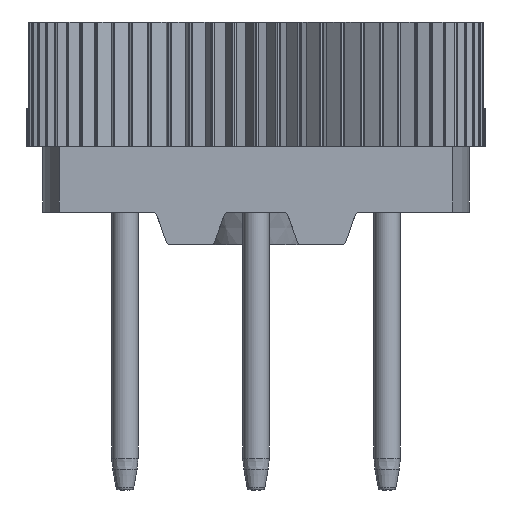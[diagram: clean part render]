
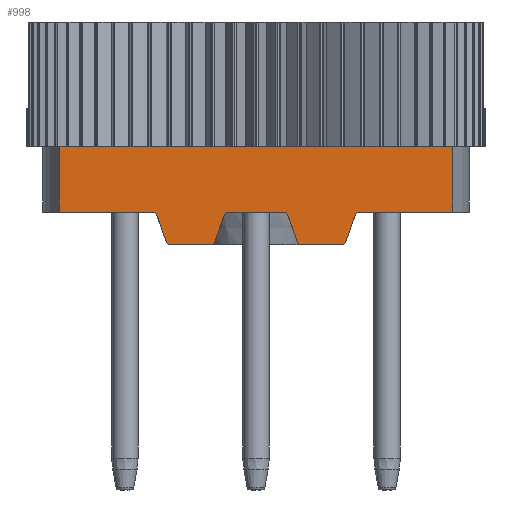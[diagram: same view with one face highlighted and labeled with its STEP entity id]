
A CAD part, front view. The second image highlights one B-rep face of the part: STEP entity #998.
In plain terms, the highlighted planar face has unit normal (0, -1, 0).
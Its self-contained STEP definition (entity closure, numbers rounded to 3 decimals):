
#630 = VERTEX_POINT('',#631);
#631 = CARTESIAN_POINT('',(-3.81,-5.076,1.941));
#637 = EDGE_CURVE('',#630,#638,#640,.T.);
#638 = VERTEX_POINT('',#639);
#639 = CARTESIAN_POINT('',(3.81,-5.076,1.941));
#640 = LINE('',#641,#642);
#641 = CARTESIAN_POINT('',(0.,-5.076,
    1.941));
#642 = VECTOR('',#643,1.);
#643 = DIRECTION('',(1.,0.,0.));
#980 = EDGE_CURVE('',#981,#638,#983,.T.);
#981 = VERTEX_POINT('',#982);
#982 = CARTESIAN_POINT('',(3.81,-5.076,0.671));
#983 = LINE('',#984,#985);
#984 = CARTESIAN_POINT('',(3.81,-5.076,14.307));
#985 = VECTOR('',#986,1.);
#986 = DIRECTION('',(0.,0.,1.));
#998 = ADVANCED_FACE('',(#999),#1153,.F.);
#999 = FACE_BOUND('',#1000,.T.);
#1000 = EDGE_LOOP('',(#1001,#1012,#1020,#1029,#1035,#1036,#1037,#1045,
    #1053,#1062,#1070,#1079,#1087,#1096,#1104,#1113,#1121,#1130,#1138,
    #1147));
#1001 = ORIENTED_EDGE('',*,*,#1002,.F.);
#1002 = EDGE_CURVE('',#1003,#1005,#1007,.T.);
#1003 = VERTEX_POINT('',#1004);
#1004 = CARTESIAN_POINT('',(1.733,-5.076,
    0.086));
#1005 = VERTEX_POINT('',#1006);
#1006 = CARTESIAN_POINT('',(1.661,-5.076,
    0.036));
#1007 = CIRCLE('',#1008,0.076);
#1008 = AXIS2_PLACEMENT_3D('',#1009,#1010,#1011);
#1009 = CARTESIAN_POINT('',(1.661,-5.076,
    0.112));
#1010 = DIRECTION('',(0.,1.,0.));
#1011 = DIRECTION('',(1.,0.,0.));
#1012 = ORIENTED_EDGE('',*,*,#1013,.F.);
#1013 = EDGE_CURVE('',#1014,#1003,#1016,.T.);
#1014 = VERTEX_POINT('',#1015);
#1015 = CARTESIAN_POINT('',(1.927,-5.076,
    0.62));
#1016 = LINE('',#1017,#1018);
#1017 = CARTESIAN_POINT('',(1.927,-5.076,
    0.62));
#1018 = VECTOR('',#1019,1.);
#1019 = DIRECTION('',(-0.342,0.,
    -0.94));
#1020 = ORIENTED_EDGE('',*,*,#1021,.F.);
#1021 = EDGE_CURVE('',#1022,#1014,#1024,.T.);
#1022 = VERTEX_POINT('',#1023);
#1023 = CARTESIAN_POINT('',(1.999,-5.076,
    0.671));
#1024 = CIRCLE('',#1025,0.076);
#1025 = AXIS2_PLACEMENT_3D('',#1026,#1027,#1028);
#1026 = CARTESIAN_POINT('',(1.999,-5.076,
    0.594));
#1027 = DIRECTION('',(0.,-1.,0.));
#1028 = DIRECTION('',(1.,0.,0.));
#1029 = ORIENTED_EDGE('',*,*,#1030,.F.);
#1030 = EDGE_CURVE('',#981,#1022,#1031,.T.);
#1031 = LINE('',#1032,#1033);
#1032 = CARTESIAN_POINT('',(3.81,-5.076,0.671));
#1033 = VECTOR('',#1034,1.);
#1034 = DIRECTION('',(-1.,0.,0.));
#1035 = ORIENTED_EDGE('',*,*,#980,.T.);
#1036 = ORIENTED_EDGE('',*,*,#637,.F.);
#1037 = ORIENTED_EDGE('',*,*,#1038,.F.);
#1038 = EDGE_CURVE('',#1039,#630,#1041,.T.);
#1039 = VERTEX_POINT('',#1040);
#1040 = CARTESIAN_POINT('',(-3.81,-5.076,0.671));
#1041 = LINE('',#1042,#1043);
#1042 = CARTESIAN_POINT('',(-3.81,-5.076,14.307));
#1043 = VECTOR('',#1044,1.);
#1044 = DIRECTION('',(0.,0.,1.));
#1045 = ORIENTED_EDGE('',*,*,#1046,.F.);
#1046 = EDGE_CURVE('',#1047,#1039,#1049,.T.);
#1047 = VERTEX_POINT('',#1048);
#1048 = CARTESIAN_POINT('',(-1.999,-5.076,
    0.671));
#1049 = LINE('',#1050,#1051);
#1050 = CARTESIAN_POINT('',(3.81,-5.076,0.671));
#1051 = VECTOR('',#1052,1.);
#1052 = DIRECTION('',(-1.,0.,0.));
#1053 = ORIENTED_EDGE('',*,*,#1054,.F.);
#1054 = EDGE_CURVE('',#1055,#1047,#1057,.T.);
#1055 = VERTEX_POINT('',#1056);
#1056 = CARTESIAN_POINT('',(-1.927,-5.076,
    0.62));
#1057 = CIRCLE('',#1058,0.076);
#1058 = AXIS2_PLACEMENT_3D('',#1059,#1060,#1061);
#1059 = CARTESIAN_POINT('',(-1.999,-5.076,
    0.594));
#1060 = DIRECTION('',(0.,-1.,0.));
#1061 = DIRECTION('',(1.,0.,0.));
#1062 = ORIENTED_EDGE('',*,*,#1063,.F.);
#1063 = EDGE_CURVE('',#1064,#1055,#1066,.T.);
#1064 = VERTEX_POINT('',#1065);
#1065 = CARTESIAN_POINT('',(-1.733,-5.076,
    0.086));
#1066 = LINE('',#1067,#1068);
#1067 = CARTESIAN_POINT('',(-1.733,-5.076,
    0.086));
#1068 = VECTOR('',#1069,1.);
#1069 = DIRECTION('',(-0.342,0.,0.94)
  );
#1070 = ORIENTED_EDGE('',*,*,#1071,.F.);
#1071 = EDGE_CURVE('',#1072,#1064,#1074,.T.);
#1072 = VERTEX_POINT('',#1073);
#1073 = CARTESIAN_POINT('',(-1.661,-5.076,
    0.036));
#1074 = CIRCLE('',#1075,0.076);
#1075 = AXIS2_PLACEMENT_3D('',#1076,#1077,#1078);
#1076 = CARTESIAN_POINT('',(-1.661,-5.076,
    0.112));
#1077 = DIRECTION('',(0.,1.,0.));
#1078 = DIRECTION('',(-1.,0.,0.));
#1079 = ORIENTED_EDGE('',*,*,#1080,.F.);
#1080 = EDGE_CURVE('',#1081,#1072,#1083,.T.);
#1081 = VERTEX_POINT('',#1082);
#1082 = CARTESIAN_POINT('',(-0.879,-5.076,
    0.036));
#1083 = LINE('',#1084,#1085);
#1084 = CARTESIAN_POINT('',(3.81,-5.076,0.036));
#1085 = VECTOR('',#1086,1.);
#1086 = DIRECTION('',(-1.,0.,0.));
#1087 = ORIENTED_EDGE('',*,*,#1088,.F.);
#1088 = EDGE_CURVE('',#1089,#1081,#1091,.T.);
#1089 = VERTEX_POINT('',#1090);
#1090 = CARTESIAN_POINT('',(-0.807,-5.076,
    0.086));
#1091 = CIRCLE('',#1092,0.076);
#1092 = AXIS2_PLACEMENT_3D('',#1093,#1094,#1095);
#1093 = CARTESIAN_POINT('',(-0.879,-5.076,
    0.112));
#1094 = DIRECTION('',(0.,1.,0.));
#1095 = DIRECTION('',(1.,0.,0.));
#1096 = ORIENTED_EDGE('',*,*,#1097,.F.);
#1097 = EDGE_CURVE('',#1098,#1089,#1100,.T.);
#1098 = VERTEX_POINT('',#1099);
#1099 = CARTESIAN_POINT('',(-0.613,-5.076,
    0.62));
#1100 = LINE('',#1101,#1102);
#1101 = CARTESIAN_POINT('',(-0.613,-5.076,
    0.62));
#1102 = VECTOR('',#1103,1.);
#1103 = DIRECTION('',(-0.342,0.,
    -0.94));
#1104 = ORIENTED_EDGE('',*,*,#1105,.F.);
#1105 = EDGE_CURVE('',#1106,#1098,#1108,.T.);
#1106 = VERTEX_POINT('',#1107);
#1107 = CARTESIAN_POINT('',(-0.541,-5.076,
    0.671));
#1108 = CIRCLE('',#1109,0.076);
#1109 = AXIS2_PLACEMENT_3D('',#1110,#1111,#1112);
#1110 = CARTESIAN_POINT('',(-0.541,-5.076,
    0.594));
#1111 = DIRECTION('',(0.,-1.,0.));
#1112 = DIRECTION('',(1.,0.,0.));
#1113 = ORIENTED_EDGE('',*,*,#1114,.F.);
#1114 = EDGE_CURVE('',#1115,#1106,#1117,.T.);
#1115 = VERTEX_POINT('',#1116);
#1116 = CARTESIAN_POINT('',(0.541,-5.076,
    0.671));
#1117 = LINE('',#1118,#1119);
#1118 = CARTESIAN_POINT('',(3.81,-5.076,0.671));
#1119 = VECTOR('',#1120,1.);
#1120 = DIRECTION('',(-1.,0.,0.));
#1121 = ORIENTED_EDGE('',*,*,#1122,.F.);
#1122 = EDGE_CURVE('',#1123,#1115,#1125,.T.);
#1123 = VERTEX_POINT('',#1124);
#1124 = CARTESIAN_POINT('',(0.613,-5.076,
    0.62));
#1125 = CIRCLE('',#1126,0.076);
#1126 = AXIS2_PLACEMENT_3D('',#1127,#1128,#1129);
#1127 = CARTESIAN_POINT('',(0.541,-5.076,
    0.594));
#1128 = DIRECTION('',(0.,-1.,0.));
#1129 = DIRECTION('',(1.,0.,0.));
#1130 = ORIENTED_EDGE('',*,*,#1131,.F.);
#1131 = EDGE_CURVE('',#1132,#1123,#1134,.T.);
#1132 = VERTEX_POINT('',#1133);
#1133 = CARTESIAN_POINT('',(0.807,-5.076,
    0.086));
#1134 = LINE('',#1135,#1136);
#1135 = CARTESIAN_POINT('',(0.807,-5.076,
    0.086));
#1136 = VECTOR('',#1137,1.);
#1137 = DIRECTION('',(-0.342,0.,0.94)
  );
#1138 = ORIENTED_EDGE('',*,*,#1139,.F.);
#1139 = EDGE_CURVE('',#1140,#1132,#1142,.T.);
#1140 = VERTEX_POINT('',#1141);
#1141 = CARTESIAN_POINT('',(0.879,-5.076,
    0.036));
#1142 = CIRCLE('',#1143,0.076);
#1143 = AXIS2_PLACEMENT_3D('',#1144,#1145,#1146);
#1144 = CARTESIAN_POINT('',(0.879,-5.076,
    0.112));
#1145 = DIRECTION('',(0.,1.,0.));
#1146 = DIRECTION('',(-1.,0.,0.));
#1147 = ORIENTED_EDGE('',*,*,#1148,.F.);
#1148 = EDGE_CURVE('',#1005,#1140,#1149,.T.);
#1149 = LINE('',#1150,#1151);
#1150 = CARTESIAN_POINT('',(3.81,-5.076,0.036));
#1151 = VECTOR('',#1152,1.);
#1152 = DIRECTION('',(-1.,0.,0.));
#1153 = PLANE('',#1154);
#1154 = AXIS2_PLACEMENT_3D('',#1155,#1156,#1157);
#1155 = CARTESIAN_POINT('',(3.81,-5.076,14.307));
#1156 = DIRECTION('',(0.,1.,0.));
#1157 = DIRECTION('',(-1.,0.,0.));
